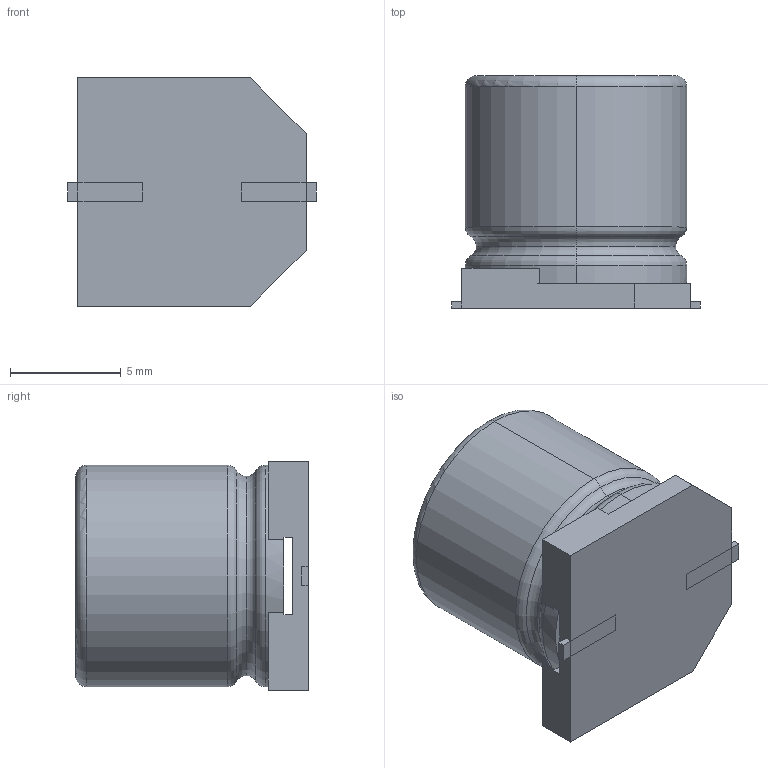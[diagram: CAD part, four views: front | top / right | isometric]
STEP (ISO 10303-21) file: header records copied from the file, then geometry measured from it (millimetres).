
FILE_DESCRIPTION (( 'STEP AP214' ), '1' );
FILE_NAME ('G Elec Al L1C 1000uF 10V SMD Capacitor .STEP', '2024-06-28T11:39:46', ( '' ), ( '' ), 'SwSTEP 2.0', 'SolidWorks 2021', '' );
FILE_SCHEMA (( 'AUTOMOTIVE_DESIGN' ));
Length unit declared in the file: millimetre
Products named in the file (1): G Elec Al L1C 1000uF 10V SMD Capacitor 
Bounding box: 11.2 x 10.5 x 10.3 mm (x, y, z)
Volume: 826.3 mm3; surface area: 645.9 mm2
Topology: 3 solids, 3 shells, 334 faces, 930 edges, 614 vertices
Faces by surface type: plane 256, bspline 62, torus 10, cylinder 6
Entity records: 12012 total; most frequent: CARTESIAN_POINT 3576, ORIENTED_EDGE 1860, DIRECTION 1388, EDGE_CURVE 930, VECTOR 766, LINE 766, VERTEX_POINT 614, EDGE_LOOP 348
